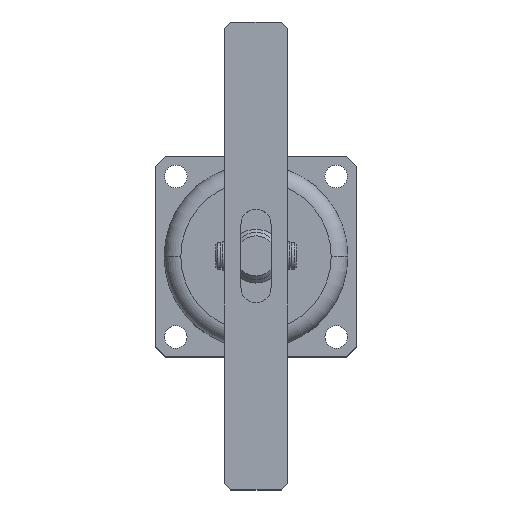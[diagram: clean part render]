
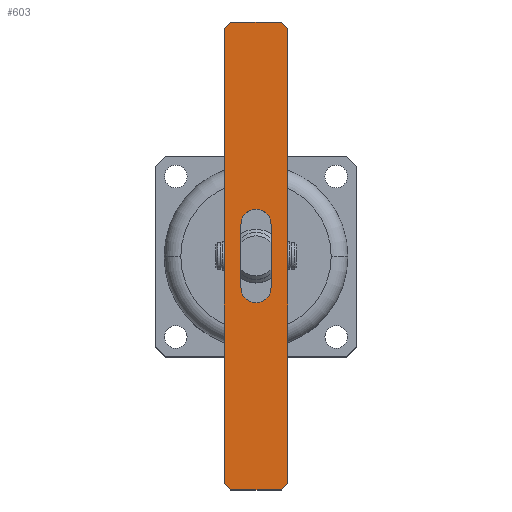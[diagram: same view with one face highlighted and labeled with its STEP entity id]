
A CAD part, top view. The second image highlights one B-rep face of the part: STEP entity #603.
In plain terms, the highlighted face is planar.
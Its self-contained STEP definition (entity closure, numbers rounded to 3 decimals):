
#603 = ADVANCED_FACE ( 'NONE', ( #3326, #3324 ), #3569, .T. ) ;
#971 = VERTEX_POINT ( 'NONE', #5590 ) ;
#1018 = VERTEX_POINT ( 'NONE', #5540 ) ;
#1118 = VERTEX_POINT ( 'NONE', #5933 ) ;
#1146 = VERTEX_POINT ( 'NONE', #6004 ) ;
#1150 = VERTEX_POINT ( 'NONE', #5999 ) ;
#1152 = VERTEX_POINT ( 'NONE', #5996 ) ;
#1190 = VERTEX_POINT ( 'NONE', #5970 ) ;
#1820 = CARTESIAN_POINT ( 'NONE',  ( -70., 9.5, 7.5 ) ) ;
#1823 = CARTESIAN_POINT ( 'NONE',  ( 70., 9.5, -7.5 ) ) ;
#1833 = CARTESIAN_POINT ( 'NONE',  ( -68., 9.5, -9.5 ) ) ;
#1841 = CARTESIAN_POINT ( 'NONE',  ( -70., 9.5, -7.5 ) ) ;
#1848 = CARTESIAN_POINT ( 'NONE',  ( -9.5, 9.5, -4.5 ) ) ;
#2579 = CARTESIAN_POINT ( 'NONE',  ( -70., 9.5, -9.5 ) ) ;
#2580 = DIRECTION ( 'NONE',  ( -1., 0., 0. ) ) ;
#2604 = CARTESIAN_POINT ( 'NONE',  ( -70., 9.5, 9.5 ) ) ;
#2605 = DIRECTION ( 'NONE',  ( 1., 0., 0. ) ) ;
#2608 = CARTESIAN_POINT ( 'NONE',  ( 70., 9.5, -9.5 ) ) ;
#2609 = DIRECTION ( 'NONE',  ( 0., 0., -1. ) ) ;
#2615 = CARTESIAN_POINT ( 'NONE',  ( -70., 9.5, -9.5 ) ) ;
#2616 = DIRECTION ( 'NONE',  ( 0., 0., 1. ) ) ;
#2618 = DIRECTION ( 'NONE',  ( -1., 0., 0. ) ) ;
#2623 = DIRECTION ( 'NONE',  ( 1., 0., 0. ) ) ;
#2624 = CARTESIAN_POINT ( 'NONE',  ( -9.5, 9.5, 4.5 ) ) ;
#2625 = CARTESIAN_POINT ( 'NONE',  ( -9.5, 9.5, -4.5 ) ) ;
#2626 = CARTESIAN_POINT ( 'NONE',  ( -9.5, 9.5, 0. ) ) ;
#2627 = DIRECTION ( 'NONE',  ( 0., 1., 0. ) ) ;
#2628 = DIRECTION ( 'NONE',  ( 0., 0., 1. ) ) ;
#2629 = CARTESIAN_POINT ( 'NONE',  ( 38.75, 9.5, 38.75 ) ) ;
#2630 = CARTESIAN_POINT ( 'NONE',  ( 9.5, 9.5, 0. ) ) ;
#2631 = DIRECTION ( 'NONE',  ( 0., 1., 0. ) ) ;
#2632 = DIRECTION ( 'NONE',  ( 0., 0., 1. ) ) ;
#2634 = DIRECTION ( 'NONE',  ( 0.707, 0., -0.707 ) ) ;
#2635 = CARTESIAN_POINT ( 'NONE',  ( 38.75, 9.5, -38.75 ) ) ;
#2636 = DIRECTION ( 'NONE',  ( -0.707, 0., -0.707 ) ) ;
#2637 = CARTESIAN_POINT ( 'NONE',  ( -38.75, 9.5, -38.75 ) ) ;
#2638 = DIRECTION ( 'NONE',  ( -0.707, 0., 0.707 ) ) ;
#2639 = CARTESIAN_POINT ( 'NONE',  ( -38.75, 9.5, 38.75 ) ) ;
#2640 = DIRECTION ( 'NONE',  ( 0.707, 0., 0.707 ) ) ;
#2650 = VECTOR ( 'NONE', #2640, 1000. ) ;
#2652 = LINE ( 'NONE', #2639, #2650 ) ;
#2653 = VECTOR ( 'NONE', #2638, 1000. ) ;
#2654 = VECTOR ( 'NONE', #2636, 1000. ) ;
#2655 = VECTOR ( 'NONE', #2634, 1000. ) ;
#2656 = LINE ( 'NONE', #2637, #2653 ) ;
#2657 = LINE ( 'NONE', #2635, #2654 ) ;
#2659 = VECTOR ( 'NONE', #2623, 1000. ) ;
#2660 = LINE ( 'NONE', #2624, #2659 ) ;
#2661 = CIRCLE ( 'NONE', #3928, 4.5 ) ;
#2662 = VECTOR ( 'NONE', #2618, 1000. ) ;
#2663 = LINE ( 'NONE', #2629, #2655 ) ;
#2664 = CIRCLE ( 'NONE', #2788, 4.5 ) ;
#2670 = LINE ( 'NONE', #2625, #2662 ) ;
#2674 = VECTOR ( 'NONE', #2609, 1000. ) ;
#2679 = LINE ( 'NONE', #2615, #2685 ) ;
#2681 = LINE ( 'NONE', #2608, #2674 ) ;
#2685 = VECTOR ( 'NONE', #2616, 1000. ) ;
#2715 = VECTOR ( 'NONE', #2605, 1000. ) ;
#2719 = LINE ( 'NONE', #2604, #2715 ) ;
#2788 = AXIS2_PLACEMENT_3D ( 'NONE', #2626, #2627, #2628 ) ;
#3324 = FACE_OUTER_BOUND ( 'NONE', #6178, .T. ) ;
#3326 = FACE_BOUND ( 'NONE', #6121, .T. ) ;
#3563 = DIRECTION ( 'NONE',  ( 0., 0., 1. ) ) ;
#3564 = DIRECTION ( 'NONE',  ( 0., 1., 0. ) ) ;
#3569 = PLANE ( 'NONE',  #3856 ) ;
#3574 = CARTESIAN_POINT ( 'NONE',  ( 0., 9.5, 0. ) ) ;
#3856 = AXIS2_PLACEMENT_3D ( 'NONE', #3574, #3564, #3563 ) ;
#3928 = AXIS2_PLACEMENT_3D ( 'NONE', #2630, #2631, #2632 ) ;
#4197 = ORIENTED_EDGE ( 'NONE', *, *, #5731, .F. ) ;
#4198 = ORIENTED_EDGE ( 'NONE', *, *, #5732, .F. ) ;
#4199 = ORIENTED_EDGE ( 'NONE', *, *, #5733, .F. ) ;
#4200 = ORIENTED_EDGE ( 'NONE', *, *, #5734, .F. ) ;
#4201 = ORIENTED_EDGE ( 'NONE', *, *, #5721, .T. ) ;
#4202 = ORIENTED_EDGE ( 'NONE', *, *, #5735, .T. ) ;
#4444 = ORIENTED_EDGE ( 'NONE', *, *, #5723, .T. ) ;
#4445 = ORIENTED_EDGE ( 'NONE', *, *, #5736, .T. ) ;
#4446 = ORIENTED_EDGE ( 'NONE', *, *, #5714, .T. ) ;
#4447 = ORIENTED_EDGE ( 'NONE', *, *, #5737, .T. ) ;
#4448 = ORIENTED_EDGE ( 'NONE', *, *, #5727, .T. ) ;
#4449 = ORIENTED_EDGE ( 'NONE', *, *, #5738, .T. ) ;
#5070 = VECTOR ( 'NONE', #2580, 1000. ) ;
#5072 = LINE ( 'NONE', #2579, #5070 ) ;
#5540 = CARTESIAN_POINT ( 'NONE',  ( 68., 9.5, 9.5 ) ) ;
#5590 = CARTESIAN_POINT ( 'NONE',  ( 70., 9.5, 7.5 ) ) ;
#5714 = EDGE_CURVE ( 'NONE', #1152, #6343, #5072, .T. ) ;
#5721 = EDGE_CURVE ( 'NONE', #1150, #1018, #2719, .T. ) ;
#5723 = EDGE_CURVE ( 'NONE', #971, #6327, #2681, .T. ) ;
#5727 = EDGE_CURVE ( 'NONE', #6365, #6328, #2679, .T. ) ;
#5731 = EDGE_CURVE ( 'NONE', #6375, #1190, #2664, .T. ) ;
#5732 = EDGE_CURVE ( 'NONE', #1118, #6375, #2670, .T. ) ;
#5733 = EDGE_CURVE ( 'NONE', #1146, #1118, #2661, .T. ) ;
#5734 = EDGE_CURVE ( 'NONE', #1190, #1146, #2660, .T. ) ;
#5735 = EDGE_CURVE ( 'NONE', #1018, #971, #2663, .T. ) ;
#5736 = EDGE_CURVE ( 'NONE', #6327, #1152, #2657, .T. ) ;
#5737 = EDGE_CURVE ( 'NONE', #6343, #6365, #2656, .T. ) ;
#5738 = EDGE_CURVE ( 'NONE', #6328, #1150, #2652, .T. ) ;
#5933 = CARTESIAN_POINT ( 'NONE',  ( 9.5, 9.5, -4.5 ) ) ;
#5970 = CARTESIAN_POINT ( 'NONE',  ( -9.5, 9.5, 4.5 ) ) ;
#5996 = CARTESIAN_POINT ( 'NONE',  ( 68., 9.5, -9.5 ) ) ;
#5999 = CARTESIAN_POINT ( 'NONE',  ( -68., 9.5, 9.5 ) ) ;
#6004 = CARTESIAN_POINT ( 'NONE',  ( 9.5, 9.5, 4.5 ) ) ;
#6121 = EDGE_LOOP ( 'NONE', ( #4197, #4198, #4199, #4200 ) ) ;
#6178 = EDGE_LOOP ( 'NONE', ( #4201, #4202, #4444, #4445, #4446, #4447, #4448, #4449 ) ) ;
#6327 = VERTEX_POINT ( 'NONE', #1823 ) ;
#6328 = VERTEX_POINT ( 'NONE', #1820 ) ;
#6343 = VERTEX_POINT ( 'NONE', #1833 ) ;
#6365 = VERTEX_POINT ( 'NONE', #1841 ) ;
#6375 = VERTEX_POINT ( 'NONE', #1848 ) ;
